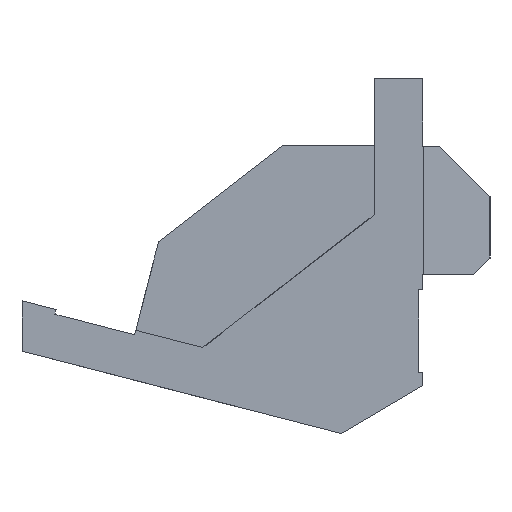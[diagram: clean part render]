
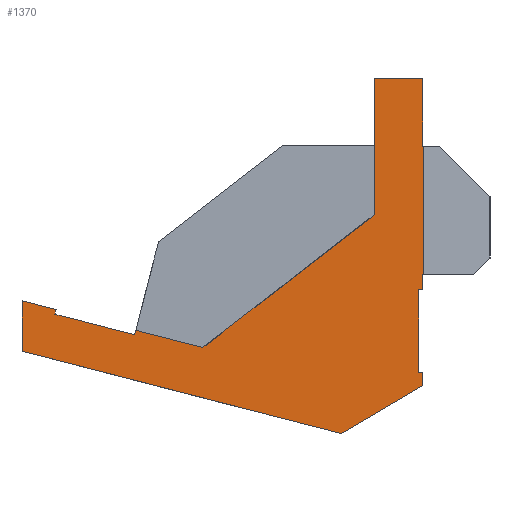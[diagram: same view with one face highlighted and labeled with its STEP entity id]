
A CAD part, left-side view. The second image highlights one B-rep face of the part: STEP entity #1370.
In plain terms, the highlighted planar face has unit normal (-1, 0, 0).
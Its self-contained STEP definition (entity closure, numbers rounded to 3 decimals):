
#98=FACE_OUTER_BOUND('',#174,.T.);
#174=EDGE_LOOP('',(#1167,#1168,#1169,#1170,#1171,#1172,#1173,#1174,#1175,
#1176,#1177,#1178,#1179,#1180,#1181,#1182,#1183,#1184,#1185,#1186));
#192=LINE('',#1817,#372);
#201=LINE('',#1835,#381);
#300=LINE('',#2051,#480);
#303=LINE('',#2057,#483);
#307=LINE('',#2065,#487);
#310=LINE('',#2071,#490);
#316=LINE('',#2084,#496);
#319=LINE('',#2090,#499);
#322=LINE('',#2096,#502);
#325=LINE('',#2102,#505);
#328=LINE('',#2108,#508);
#333=LINE('',#2118,#513);
#338=LINE('',#2128,#518);
#342=LINE('',#2136,#522);
#347=LINE('',#2145,#527);
#351=LINE('',#2151,#531);
#352=LINE('',#2153,#532);
#354=LINE('',#2156,#534);
#356=LINE('',#2160,#536);
#357=LINE('',#2161,#537);
#372=VECTOR('',#1472,1000.);
#381=VECTOR('',#1487,1000.);
#480=VECTOR('',#1672,1000.);
#483=VECTOR('',#1677,1000.);
#487=VECTOR('',#1683,1000.);
#490=VECTOR('',#1688,1000.);
#496=VECTOR('',#1698,1000.);
#499=VECTOR('',#1703,1000.);
#502=VECTOR('',#1708,1000.);
#505=VECTOR('',#1713,1000.);
#508=VECTOR('',#1718,1000.);
#513=VECTOR('',#1725,1000.);
#518=VECTOR('',#1732,1000.);
#522=VECTOR('',#1738,1000.);
#527=VECTOR('',#1745,1000.);
#531=VECTOR('',#1751,1000.);
#532=VECTOR('',#1754,1000.);
#534=VECTOR('',#1758,1000.);
#536=VECTOR('',#1762,1000.);
#537=VECTOR('',#1763,1000.);
#552=VERTEX_POINT('',#1814);
#553=VERTEX_POINT('',#1816);
#559=VERTEX_POINT('',#1834);
#631=VERTEX_POINT('',#2047);
#633=VERTEX_POINT('',#2050);
#635=VERTEX_POINT('',#2056);
#637=VERTEX_POINT('',#2062);
#640=VERTEX_POINT('',#2070);
#644=VERTEX_POINT('',#2081);
#645=VERTEX_POINT('',#2083);
#647=VERTEX_POINT('',#2089);
#649=VERTEX_POINT('',#2095);
#651=VERTEX_POINT('',#2101);
#653=VERTEX_POINT('',#2107);
#656=VERTEX_POINT('',#2115);
#657=VERTEX_POINT('',#2117);
#661=VERTEX_POINT('',#2127);
#664=VERTEX_POINT('',#2134);
#667=VERTEX_POINT('',#2144);
#669=VERTEX_POINT('',#2159);
#680=EDGE_CURVE('',#553,#552,#192,.T.);
#689=EDGE_CURVE('',#553,#559,#201,.T.);
#796=EDGE_CURVE('',#633,#631,#300,.T.);
#799=EDGE_CURVE('',#633,#635,#303,.T.);
#803=EDGE_CURVE('',#631,#637,#307,.T.);
#806=EDGE_CURVE('',#559,#640,#310,.T.);
#812=EDGE_CURVE('',#645,#644,#316,.T.);
#815=EDGE_CURVE('',#647,#645,#319,.T.);
#818=EDGE_CURVE('',#649,#647,#322,.T.);
#821=EDGE_CURVE('',#651,#649,#325,.T.);
#824=EDGE_CURVE('',#653,#651,#328,.T.);
#829=EDGE_CURVE('',#657,#656,#333,.T.);
#834=EDGE_CURVE('',#661,#657,#338,.T.);
#838=EDGE_CURVE('',#644,#664,#342,.T.);
#843=EDGE_CURVE('',#667,#653,#347,.T.);
#847=EDGE_CURVE('',#552,#661,#351,.T.);
#848=EDGE_CURVE('',#664,#635,#352,.T.);
#850=EDGE_CURVE('',#637,#640,#354,.T.);
#852=EDGE_CURVE('',#669,#656,#356,.T.);
#853=EDGE_CURVE('',#667,#669,#357,.T.);
#1167=ORIENTED_EDGE('',*,*,#803,.T.);
#1168=ORIENTED_EDGE('',*,*,#850,.T.);
#1169=ORIENTED_EDGE('',*,*,#806,.F.);
#1170=ORIENTED_EDGE('',*,*,#689,.F.);
#1171=ORIENTED_EDGE('',*,*,#680,.T.);
#1172=ORIENTED_EDGE('',*,*,#847,.T.);
#1173=ORIENTED_EDGE('',*,*,#834,.T.);
#1174=ORIENTED_EDGE('',*,*,#829,.T.);
#1175=ORIENTED_EDGE('',*,*,#852,.F.);
#1176=ORIENTED_EDGE('',*,*,#853,.F.);
#1177=ORIENTED_EDGE('',*,*,#843,.T.);
#1178=ORIENTED_EDGE('',*,*,#824,.T.);
#1179=ORIENTED_EDGE('',*,*,#821,.T.);
#1180=ORIENTED_EDGE('',*,*,#818,.T.);
#1181=ORIENTED_EDGE('',*,*,#815,.T.);
#1182=ORIENTED_EDGE('',*,*,#812,.T.);
#1183=ORIENTED_EDGE('',*,*,#838,.T.);
#1184=ORIENTED_EDGE('',*,*,#848,.T.);
#1185=ORIENTED_EDGE('',*,*,#799,.F.);
#1186=ORIENTED_EDGE('',*,*,#796,.T.);
#1304=PLANE('',#1448);
#1370=ADVANCED_FACE('',(#98),#1304,.F.);
#1448=AXIS2_PLACEMENT_3D('',#2158,#1760,#1761);
#1472=DIRECTION('',(0.,1.,0.));
#1487=DIRECTION('',(0.,0.,-1.));
#1672=DIRECTION('',(0.,0.,1.));
#1677=DIRECTION('',(0.,-1.,0.));
#1683=DIRECTION('',(0.,-1.,0.));
#1688=DIRECTION('',(0.,1.,0.));
#1698=DIRECTION('',(0.,-0.968,-0.25));
#1703=DIRECTION('',(0.,0.,-1.));
#1708=DIRECTION('',(0.,0.968,0.25));
#1713=DIRECTION('',(0.,-0.25,0.968));
#1718=DIRECTION('',(0.,0.968,0.25));
#1725=DIRECTION('',(0.,0.,-1.));
#1732=DIRECTION('',(0.,1.,0.));
#1738=DIRECTION('',(0.,-0.861,0.508));
#1745=DIRECTION('',(0.,0.25,-0.968));
#1751=DIRECTION('',(0.,0.,1.));
#1754=DIRECTION('',(0.,0.,1.));
#1758=DIRECTION('',(0.,0.,1.));
#1760=DIRECTION('center_axis',(1.,0.,0.));
#1761=DIRECTION('ref_axis',(0.,1.,0.));
#1762=DIRECTION('',(0.,-0.79,0.613));
#1763=DIRECTION('',(0.,-0.968,-0.25));
#1814=CARTESIAN_POINT('',(-133.911,490.1,-529.319));
#1816=CARTESIAN_POINT('',(-133.911,490.08,-529.319));
#1817=CARTESIAN_POINT('',(-133.911,487.1,-529.319));
#1834=CARTESIAN_POINT('',(-133.911,490.08,-536.969));
#1835=CARTESIAN_POINT('',(-133.911,490.08,-535.85));
#2047=CARTESIAN_POINT('',(-133.911,490.35,-537.869));
#2050=CARTESIAN_POINT('',(-133.911,490.35,-542.769));
#2051=CARTESIAN_POINT('',(-133.911,490.35,-537.869));
#2056=CARTESIAN_POINT('',(-133.911,490.1,-542.769));
#2057=CARTESIAN_POINT('',(-133.911,490.35,-542.769));
#2062=CARTESIAN_POINT('',(-133.911,490.1,-537.869));
#2065=CARTESIAN_POINT('',(-133.911,490.35,-537.869));
#2070=CARTESIAN_POINT('',(-133.911,490.1,-536.969));
#2071=CARTESIAN_POINT('',(-133.911,487.1,-536.969));
#2081=CARTESIAN_POINT('',(-133.911,494.942,-546.427));
#2083=CARTESIAN_POINT('',(-133.911,513.973,-541.522));
#2084=CARTESIAN_POINT('',(-133.911,502.275,-544.537));
#2089=CARTESIAN_POINT('',(-133.911,513.973,-538.522));
#2090=CARTESIAN_POINT('',(-133.911,513.973,-535.85));
#2095=CARTESIAN_POINT('',(-133.911,511.94,-539.046));
#2096=CARTESIAN_POINT('',(-133.911,501.55,-541.724));
#2101=CARTESIAN_POINT('',(-133.911,512.01,-539.318));
#2102=CARTESIAN_POINT('',(-133.911,510.426,-533.172));
#2107=CARTESIAN_POINT('',(-133.911,507.265,-540.54));
#2108=CARTESIAN_POINT('',(-133.911,501.62,-541.995));
#2115=CARTESIAN_POINT('',(-133.911,493.005,-533.403));
#2117=CARTESIAN_POINT('',(-133.911,493.005,-525.272));
#2118=CARTESIAN_POINT('',(-133.911,493.005,-535.85));
#2127=CARTESIAN_POINT('',(-133.911,490.1,-525.272));
#2128=CARTESIAN_POINT('',(-133.911,500.037,-525.272));
#2134=CARTESIAN_POINT('',(-133.911,490.1,-543.569));
#2136=CARTESIAN_POINT('',(-133.911,494.091,-545.924));
#2144=CARTESIAN_POINT('',(-133.911,507.195,-540.269));
#2145=CARTESIAN_POINT('',(-133.911,505.681,-534.395));
#2151=CARTESIAN_POINT('',(-133.911,490.1,-535.85));
#2153=CARTESIAN_POINT('',(-133.911,490.1,-535.85));
#2156=CARTESIAN_POINT('',(-133.911,490.1,-535.85));
#2158=CARTESIAN_POINT('Origin',(-133.911,500.037,-535.85));
#2159=CARTESIAN_POINT('',(-133.911,503.195,-541.3));
#2160=CARTESIAN_POINT('',(-133.911,498.583,-537.726));
#2161=CARTESIAN_POINT('',(-133.911,501.55,-541.724));
